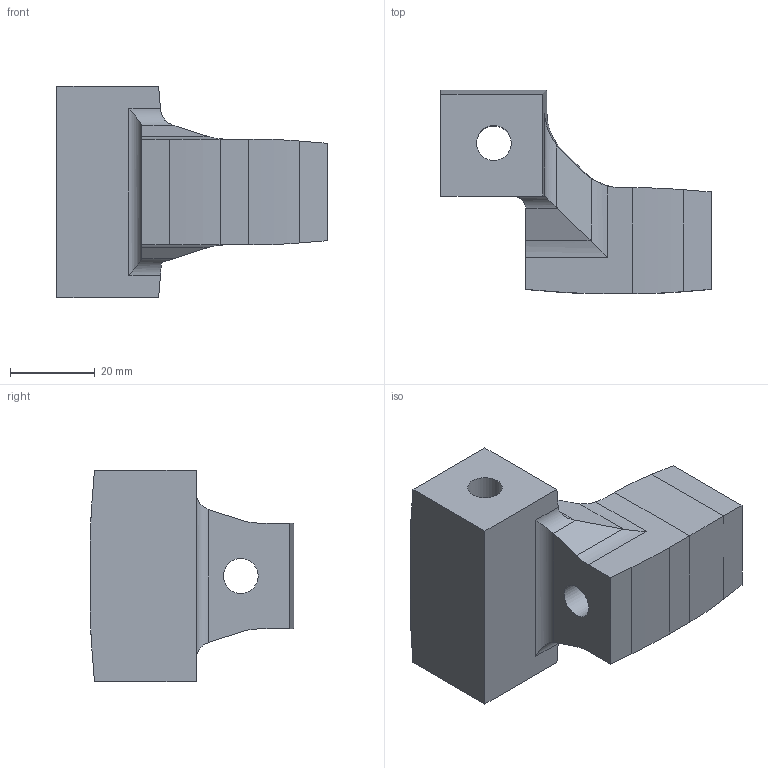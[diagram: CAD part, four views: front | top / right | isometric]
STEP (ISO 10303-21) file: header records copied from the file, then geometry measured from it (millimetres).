
FILE_DESCRIPTION(/* description */ (''),/* implementation_level */ '2;1');
FILE_NAME(/* name */ 'Spindle joint - type E v4.step',/* time_stamp */ '2021-08-28T21:16:59+02:00',/* author */ (''),/* organization */ (''),/* preprocessor_version */ 'ST-DEVELOPER v18.1',/* originating_system */ 'Autodesk Translation Framework v10.10.0.1391',/* authorisation */ '');
FILE_SCHEMA (('AUTOMOTIVE_DESIGN { 1 0 10303 214 3 1 1 }'));
Length unit declared in the file: millimetre
Products named in the file (1): Spindle joint - type E
Bounding box: 63.75 x 48.01 x 50 mm (x, y, z)
Volume: 55398.6 mm3; surface area: 13279.1 mm2
Topology: 1 solids, 1 shells, 53 faces, 135 edges, 84 vertices
Faces by surface type: plane 26, cylinder 21, torus 4, cone 2
Full cylindrical faces by diameter (mm): 8.2 x2
Entity records: 1701 total; most frequent: CARTESIAN_POINT 377, ORIENTED_EDGE 270, DIRECTION 265, EDGE_CURVE 135, AXIS2_PLACEMENT_3D 92, VERTEX_POINT 84, LINE 81, VECTOR 81
